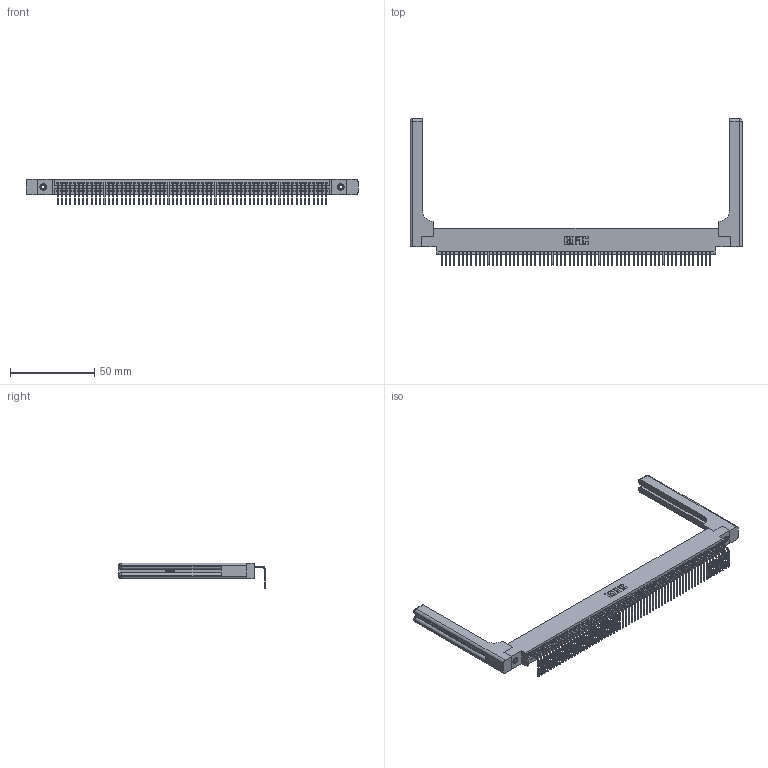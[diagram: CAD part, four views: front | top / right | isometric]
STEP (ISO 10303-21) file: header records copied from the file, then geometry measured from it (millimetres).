
FILE_DESCRIPTION (( 'STEP AP203' ), '1' );
FILE_NAME ('345-064-558-658.STEP', '2019-10-10T22:07:18', ( '' ), ( '' ), 'SwSTEP 2.0', 'SolidWorks 2016', '' );
FILE_SCHEMA (( 'CONFIG_CONTROL_DESIGN' ));
Length unit declared in the file: inch
Products named in the file (5): 345 Part_0.170 Offset - 0.156 Dia-TH; 345-292-001_558 Tail - 2; 345-250-001_345-250-001-102; 345-220-058_345-220-058; 345-064-558-658
Assembly tree (69 placements, depth 2):
  345-064-558-658
    345 Part_0.170 Offset - 0.156 Dia-TH
    345-292-001_558 Tail - 2  x64
    345-250-001_345-250-001-102  x2
    345-220-058_345-220-058  x2
Bounding box: 197.59 x 87.11 x 15.37 mm (x, y, z)
Volume: 27552 mm3; surface area: 32295.9 mm2
Topology: 69 solids, 69 shells, 4226 faces, 12667 edges, 8338 vertices
Faces by surface type: plane 2920, cylinder 1246, bspline 36, cone 12, sphere 8, torus 4
Entity records: 50604 total; most frequent: CARTESIAN_POINT 9737, ORIENTED_EDGE 8532, DIRECTION 7418, EDGE_CURVE 4266, VECTOR 3786, LINE 3786, VERTEX_POINT 2834, AXIS2_PLACEMENT_3D 1816
